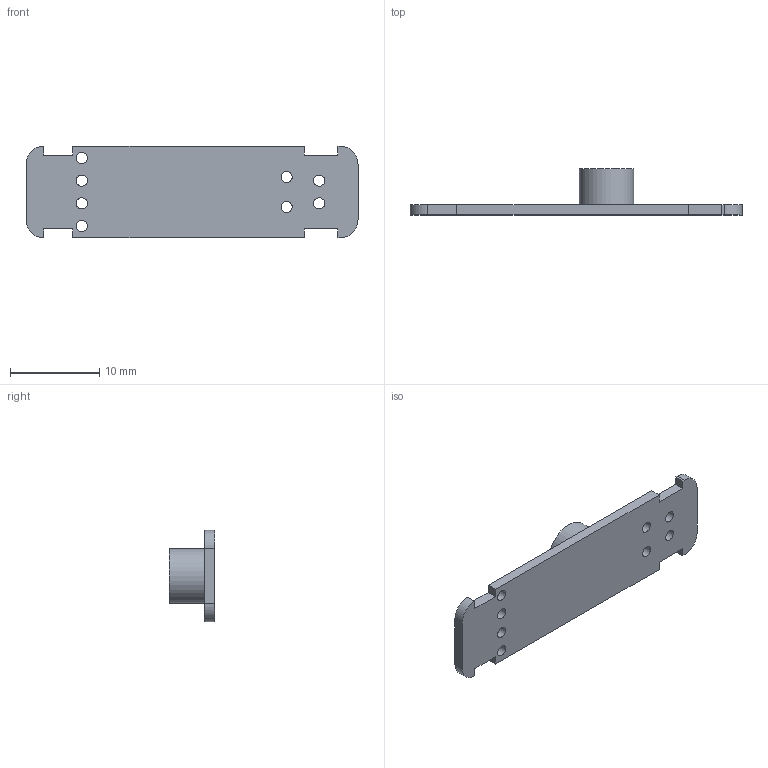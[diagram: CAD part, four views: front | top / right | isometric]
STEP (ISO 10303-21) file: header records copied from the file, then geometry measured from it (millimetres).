
FILE_DESCRIPTION(/* description */ (''),/* implementation_level */ '2;1');
FILE_NAME(/* name */ 'femtobuck-sparkfun.stp',/* time_stamp */ '2023-08-09T17:03:49+01:00',/* author */ ('iwheard'),/* organization */ (''),/* preprocessor_version */ 'ST-DEVELOPER v19',/* originating_system */ 'Autodesk Inventor 2023',/* authorisation */ '');
FILE_SCHEMA (('AUTOMOTIVE_DESIGN { 1 0 10303 214 3 1 1 }'));
Length unit declared in the file: millimetre
Products named in the file (1): femtobuck-sparkfun
Bounding box: 37.2 x 5.15 x 10.25 mm (x, y, z)
Volume: 524.1 mm3; surface area: 935.3 mm2
Topology: 1 solids, 1 shells, 34 faces, 93 edges, 62 vertices
Faces by surface type: plane 21, cylinder 13
Full cylindrical faces by diameter (mm): 1.25 x8, 6.1 x1
Entity records: 1219 total; most frequent: CARTESIAN_POINT 190, DIRECTION 189, ORIENTED_EDGE 186, EDGE_CURVE 93, LINE 67, VECTOR 67, VERTEX_POINT 62, AXIS2_PLACEMENT_3D 61
